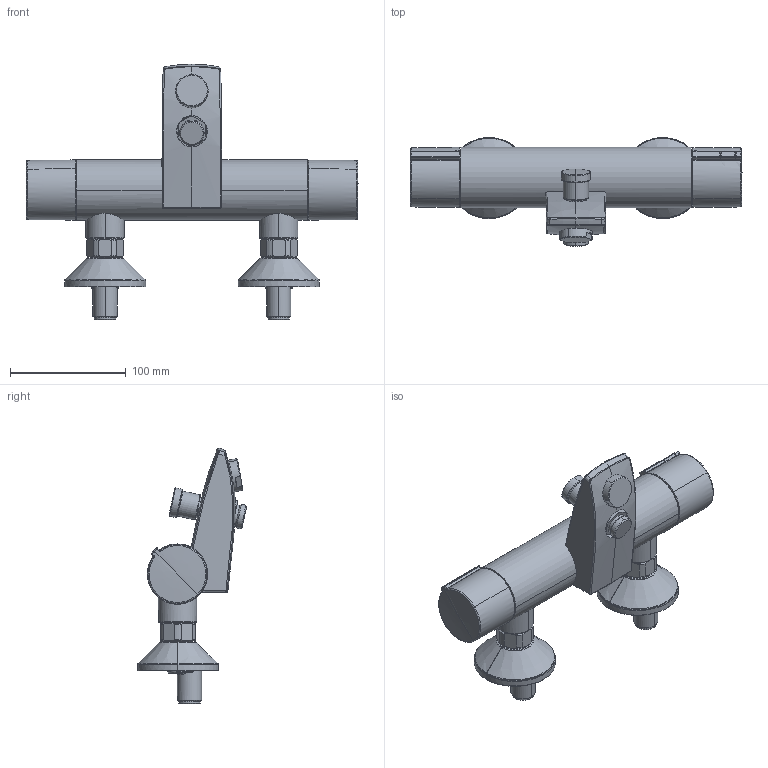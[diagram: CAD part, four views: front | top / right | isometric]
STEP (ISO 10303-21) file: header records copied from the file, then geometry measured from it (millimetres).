
FILE_DESCRIPTION (( 'STEP AP203' ), '1' );
FILE_NAME ('2875U+64132101.STEP', '2018-07-11T10:58:01', ( '' ), ( '' ), 'SwSTEP 2.0', 'SolidWorks 2016', '' );
FILE_SCHEMA (( 'CONFIG_CONTROL_DESIGN' ));
Length unit declared in the file: millimetre
Products named in the file (1): 2875U+64132101
Bounding box: 286.72 x 94.28 x 220.72 mm (x, y, z)
Volume: 876923.5 mm3; surface area: 119741.7 mm2
Topology: 1 solids, 3 shells, 632 faces, 1546 edges, 935 vertices
Faces by surface type: plane 172, cylinder 161, bspline 145, cone 88, torus 54, sphere 12
Entity records: 26430 total; most frequent: CARTESIAN_POINT 12843, ORIENTED_EDGE 3072, DIRECTION 2549, EDGE_CURVE 1536, AXIS2_PLACEMENT_3D 1052, VERTEX_POINT 935, EDGE_LOOP 665, ADVANCED_FACE 632
